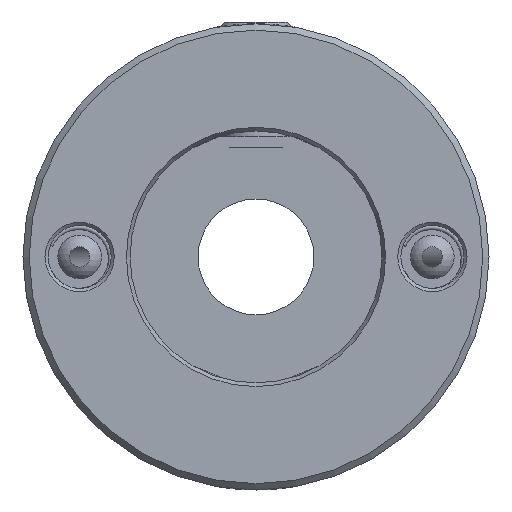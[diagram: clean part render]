
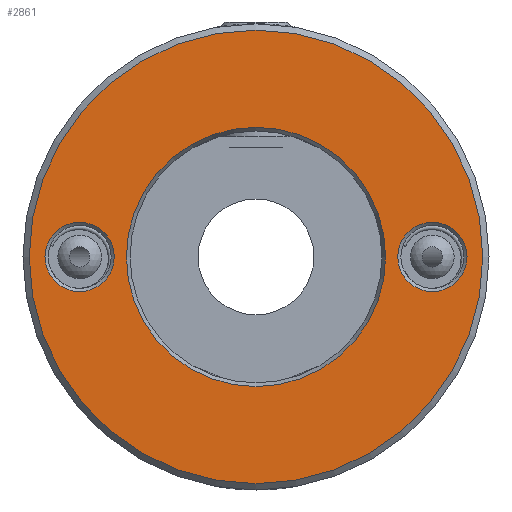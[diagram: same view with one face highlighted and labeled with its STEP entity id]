
A CAD part, left-side view. The second image highlights one B-rep face of the part: STEP entity #2861.
In plain terms, the highlighted planar face has unit normal (-1, 0, 0).
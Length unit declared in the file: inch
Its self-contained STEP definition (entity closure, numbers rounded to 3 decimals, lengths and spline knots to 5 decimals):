
#57=FACE_BOUND('',#425,.T.);
#58=FACE_BOUND('',#426,.T.);
#59=FACE_BOUND('',#427,.T.);
#123=PLANE('',#3110);
#261=FACE_OUTER_BOUND('',#424,.T.);
#424=EDGE_LOOP('',(#2097));
#425=EDGE_LOOP('',(#2098));
#426=EDGE_LOOP('',(#2099));
#427=EDGE_LOOP('',(#2100));
#609=CIRCLE('',#3107,0.21654);
#612=CIRCLE('',#3111,1.41732);
#613=CIRCLE('',#3112,0.21654);
#614=CIRCLE('',#3113,0.81013);
#1193=VERTEX_POINT('',#4978);
#1196=VERTEX_POINT('',#4986);
#1197=VERTEX_POINT('',#4988);
#1198=VERTEX_POINT('',#4990);
#1531=EDGE_CURVE('',#1193,#1193,#609,.T.);
#1535=EDGE_CURVE('',#1196,#1196,#612,.T.);
#1536=EDGE_CURVE('',#1197,#1197,#613,.T.);
#1537=EDGE_CURVE('',#1198,#1198,#614,.T.);
#2097=ORIENTED_EDGE('',*,*,#1535,.F.);
#2098=ORIENTED_EDGE('',*,*,#1536,.F.);
#2099=ORIENTED_EDGE('',*,*,#1537,.F.);
#2100=ORIENTED_EDGE('',*,*,#1531,.F.);
#2861=ADVANCED_FACE('',(#261,#57,#58,#59),#123,.T.);
#3107=AXIS2_PLACEMENT_3D('',#4979,#3616,#3617);
#3110=AXIS2_PLACEMENT_3D('',#4985,#3623,#3624);
#3111=AXIS2_PLACEMENT_3D('',#4987,#3625,#3626);
#3112=AXIS2_PLACEMENT_3D('',#4989,#3627,#3628);
#3113=AXIS2_PLACEMENT_3D('',#4991,#3629,#3630);
#3616=DIRECTION('center_axis',(-1.,0.,0.));
#3617=DIRECTION('ref_axis',(0.,0.,-1.));
#3623=DIRECTION('center_axis',(-1.,0.,0.));
#3624=DIRECTION('ref_axis',(0.,0.,1.));
#3625=DIRECTION('center_axis',(1.,0.,0.));
#3626=DIRECTION('ref_axis',(0.,-1.,0.));
#3627=DIRECTION('center_axis',(-1.,0.,0.));
#3628=DIRECTION('ref_axis',(0.,0.,-1.));
#3629=DIRECTION('center_axis',(-1.,0.,0.));
#3630=DIRECTION('ref_axis',(0.,0.,-1.));
#4978=CARTESIAN_POINT('',(-3.54331,-1.10236,0.21654));
#4979=CARTESIAN_POINT('Origin',(-3.54331,-1.10236,0.));
#4985=CARTESIAN_POINT('Origin',(-3.54331,0.72835,0.));
#4986=CARTESIAN_POINT('',(-3.54331,1.41732,0.));
#4987=CARTESIAN_POINT('Origin',(-3.54331,0.,0.));
#4988=CARTESIAN_POINT('',(-3.54331,1.10236,0.21654));
#4989=CARTESIAN_POINT('Origin',(-3.54331,1.10236,0.));
#4990=CARTESIAN_POINT('',(-3.54331,0.,0.81013));
#4991=CARTESIAN_POINT('Origin',(-3.54331,0.,0.));
